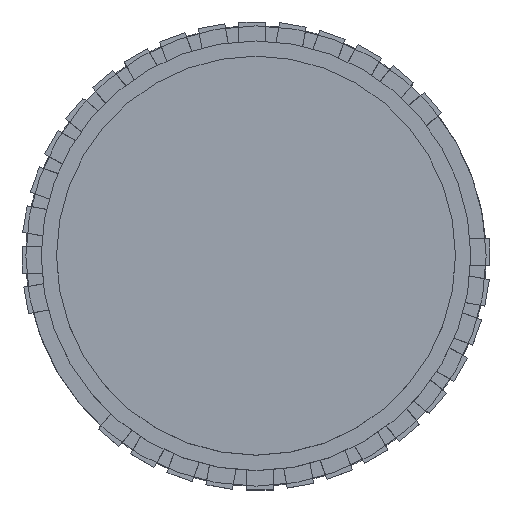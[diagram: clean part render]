
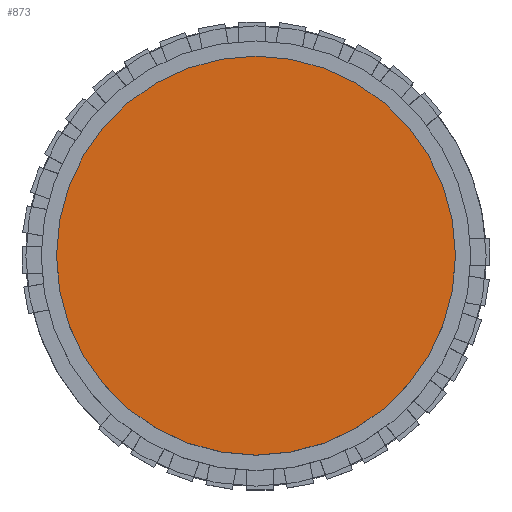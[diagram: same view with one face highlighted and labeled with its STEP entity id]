
A CAD part, top view. The second image highlights one B-rep face of the part: STEP entity #873.
In plain terms, the highlighted planar face has unit normal (0, 0, 1).
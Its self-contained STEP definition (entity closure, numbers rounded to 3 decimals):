
#838 = VERTEX_POINT('',#839);
#839 = CARTESIAN_POINT('',(52.,0.,30.));
#845 = EDGE_CURVE('',#838,#838,#846,.T.);
#846 = CIRCLE('',#847,52.);
#847 = AXIS2_PLACEMENT_3D('',#848,#849,#850);
#848 = CARTESIAN_POINT('',(0.,0.,30.));
#849 = DIRECTION('',(0.,0.,1.));
#850 = DIRECTION('',(1.,0.,-0.));
#873 = ADVANCED_FACE('',(#874),#877,.T.);
#874 = FACE_BOUND('',#875,.F.);
#875 = EDGE_LOOP('',(#876));
#876 = ORIENTED_EDGE('',*,*,#845,.F.);
#877 = PLANE('',#878);
#878 = AXIS2_PLACEMENT_3D('',#879,#880,#881);
#879 = CARTESIAN_POINT('',(0.,0.,30.));
#880 = DIRECTION('',(0.,0.,1.));
#881 = DIRECTION('',(1.,0.,-0.));
